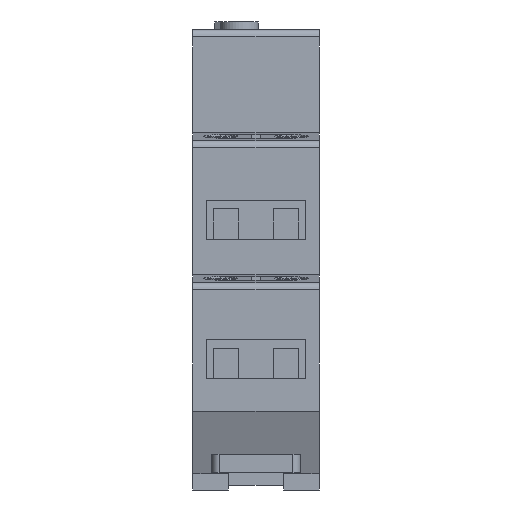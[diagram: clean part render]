
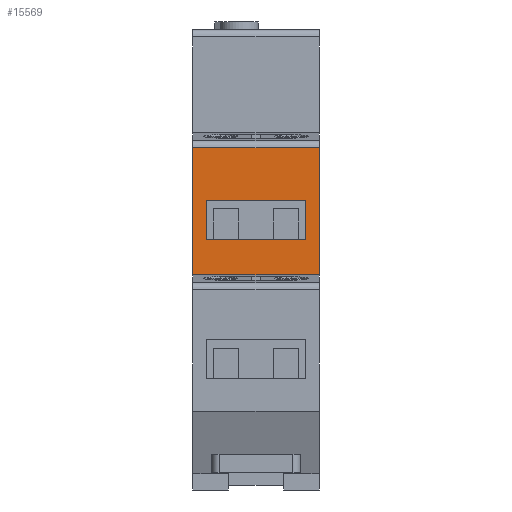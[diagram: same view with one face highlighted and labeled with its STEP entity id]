
A CAD part, front view. The second image highlights one B-rep face of the part: STEP entity #15569.
In plain terms, the highlighted planar face has unit normal (0, -1, 0).
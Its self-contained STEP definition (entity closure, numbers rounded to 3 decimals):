
#390 = ORIENTED_EDGE ( 'NONE', *, *, #6817, .T. ) ;
#526 = ORIENTED_EDGE ( 'NONE', *, *, #9783, .T. ) ;
#1210 = CARTESIAN_POINT ( 'NONE',  ( 1.9, 7.775, 40.8 ) ) ;
#1648 = CARTESIAN_POINT ( 'NONE',  ( 1.9, 7.775, 35.3 ) ) ;
#2122 = DIRECTION ( 'NONE',  ( -1., 0., 0. ) ) ;
#2791 = VERTEX_POINT ( 'NONE', #5558 ) ;
#2928 = EDGE_LOOP ( 'NONE', ( #17262, #11629, #14812, #390 ) ) ;
#3445 = AXIS2_PLACEMENT_3D ( 'NONE', #7237, #11680, #14528 ) ;
#3761 = DIRECTION ( 'NONE',  ( -1., 0., 0. ) ) ;
#3815 = CARTESIAN_POINT ( 'NONE',  ( 17.8, 7.775, 30.3 ) ) ;
#4454 = CARTESIAN_POINT ( 'NONE',  ( 17.8, 7.775, 48.2 ) ) ;
#4855 = EDGE_CURVE ( 'NONE', #10449, #16654, #9648, .T. ) ;
#5529 = LINE ( 'NONE', #11835, #7509 ) ;
#5558 = CARTESIAN_POINT ( 'NONE',  ( 17.8, 7.775, 30.3 ) ) ;
#5885 = VECTOR ( 'NONE', #8524, 1000. ) ;
#6250 = CARTESIAN_POINT ( 'NONE',  ( 17.8, 7.775, 48.2 ) ) ;
#6467 = ORIENTED_EDGE ( 'NONE', *, *, #4855, .T. ) ;
#6817 = EDGE_CURVE ( 'NONE', #7123, #12536, #12669, .T. ) ;
#6886 = CARTESIAN_POINT ( 'NONE',  ( 0., 7.775, 30.3 ) ) ;
#6922 = EDGE_CURVE ( 'NONE', #12536, #17089, #13118, .T. ) ;
#7123 = VERTEX_POINT ( 'NONE', #4454 ) ;
#7204 = EDGE_CURVE ( 'NONE', #13261, #10449, #11569, .T. ) ;
#7237 = CARTESIAN_POINT ( 'NONE',  ( 17.8, 7.775, 30.3 ) ) ;
#7288 = CARTESIAN_POINT ( 'NONE',  ( 1.9, 7.775, 35.3 ) ) ;
#7509 = VECTOR ( 'NONE', #11889, 1000. ) ;
#7573 = ORIENTED_EDGE ( 'NONE', *, *, #7204, .T. ) ;
#7932 = LINE ( 'NONE', #1210, #11475 ) ;
#7997 = CARTESIAN_POINT ( 'NONE',  ( 1.9, 7.775, 40.8 ) ) ;
#8185 = DIRECTION ( 'NONE',  ( 1., 0., 0. ) ) ;
#8503 = VERTEX_POINT ( 'NONE', #7997 ) ;
#8524 = DIRECTION ( 'NONE',  ( -1., 0., 0. ) ) ;
#8526 = DIRECTION ( 'NONE',  ( 0., 0., -1. ) ) ;
#9140 = EDGE_CURVE ( 'NONE', #7123, #2791, #15946, .T. ) ;
#9398 = DIRECTION ( 'NONE',  ( 0., 0., -1. ) ) ;
#9420 = EDGE_CURVE ( 'NONE', #2791, #17089, #10825, .T. ) ;
#9648 = LINE ( 'NONE', #7288, #5885 ) ;
#9783 = EDGE_CURVE ( 'NONE', #16654, #8503, #5529, .T. ) ;
#9976 = FACE_BOUND ( 'NONE', #13944, .T. ) ;
#10084 = CARTESIAN_POINT ( 'NONE',  ( 15.9, 7.775, 40.8 ) ) ;
#10106 = DIRECTION ( 'NONE',  ( 0., 0., -1. ) ) ;
#10449 = VERTEX_POINT ( 'NONE', #16628 ) ;
#10825 = LINE ( 'NONE', #3815, #16585 ) ;
#11290 = VECTOR ( 'NONE', #10106, 1000. ) ;
#11475 = VECTOR ( 'NONE', #8185, 1000. ) ;
#11552 = CARTESIAN_POINT ( 'NONE',  ( 15.9, 7.775, 35.3 ) ) ;
#11569 = LINE ( 'NONE', #11552, #14008 ) ;
#11619 = PLANE ( 'NONE',  #3445 ) ;
#11629 = ORIENTED_EDGE ( 'NONE', *, *, #9420, .F. ) ;
#11680 = DIRECTION ( 'NONE',  ( 0., 1., 0. ) ) ;
#11835 = CARTESIAN_POINT ( 'NONE',  ( 1.9, 7.775, 35.3 ) ) ;
#11889 = DIRECTION ( 'NONE',  ( 0., 0., 1. ) ) ;
#11989 = VECTOR ( 'NONE', #9398, 1000. ) ;
#12536 = VERTEX_POINT ( 'NONE', #17925 ) ;
#12669 = LINE ( 'NONE', #6250, #16430 ) ;
#13118 = LINE ( 'NONE', #16630, #11989 ) ;
#13261 = VERTEX_POINT ( 'NONE', #10084 ) ;
#13944 = EDGE_LOOP ( 'NONE', ( #526, #17385, #7573, #6467 ) ) ;
#14008 = VECTOR ( 'NONE', #8526, 1000. ) ;
#14419 = FACE_OUTER_BOUND ( 'NONE', #2928, .T. ) ;
#14528 = DIRECTION ( 'NONE',  ( 0., 0., 1. ) ) ;
#14812 = ORIENTED_EDGE ( 'NONE', *, *, #9140, .F. ) ;
#15569 = ADVANCED_FACE ( 'NONE', ( #14419, #9976 ), #11619, .F. ) ;
#15749 = CARTESIAN_POINT ( 'NONE',  ( 17.8, 7.775, 30.3 ) ) ;
#15946 = LINE ( 'NONE', #15749, #11290 ) ;
#16430 = VECTOR ( 'NONE', #2122, 1000. ) ;
#16585 = VECTOR ( 'NONE', #3761, 1000. ) ;
#16628 = CARTESIAN_POINT ( 'NONE',  ( 15.9, 7.775, 35.3 ) ) ;
#16630 = CARTESIAN_POINT ( 'NONE',  ( 0., 7.775, 30.3 ) ) ;
#16654 = VERTEX_POINT ( 'NONE', #1648 ) ;
#17088 = EDGE_CURVE ( 'NONE', #8503, #13261, #7932, .T. ) ;
#17089 = VERTEX_POINT ( 'NONE', #6886 ) ;
#17262 = ORIENTED_EDGE ( 'NONE', *, *, #6922, .T. ) ;
#17385 = ORIENTED_EDGE ( 'NONE', *, *, #17088, .T. ) ;
#17925 = CARTESIAN_POINT ( 'NONE',  ( 0., 7.775, 48.2 ) ) ;
